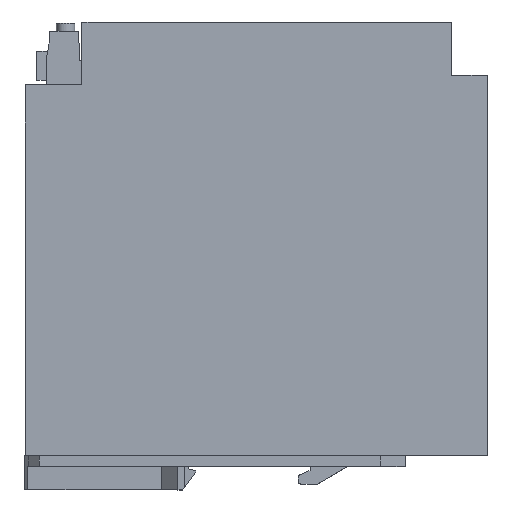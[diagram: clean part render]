
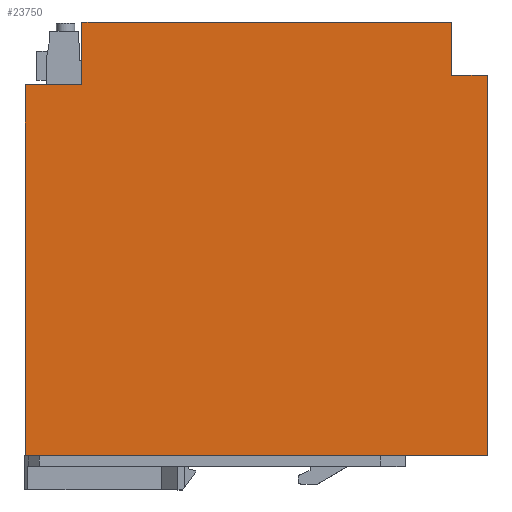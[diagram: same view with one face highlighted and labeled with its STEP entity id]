
A CAD part, top view. The second image highlights one B-rep face of the part: STEP entity #23750.
In plain terms, the highlighted face is planar.
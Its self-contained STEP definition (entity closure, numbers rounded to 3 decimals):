
#570=CARTESIAN_POINT('',(-13.,125.,-16.5));
#580=VERTEX_POINT('',#570);
#750=CARTESIAN_POINT('',(-13.,110.,-16.5));
#760=VERTEX_POINT('',#750);
#790=CARTESIAN_POINT('',(-13.,0.,-16.5));
#800=DIRECTION('',(0.,-1.,0.));
#810=VECTOR('',#800,1.);
#820=LINE('',#790,#810);
#830=EDGE_CURVE('',#580,#760,#820,.T.);
#1770=CARTESIAN_POINT('',(91.,107.3,-16.5));
#1780=VERTEX_POINT('',#1770);
#1810=CARTESIAN_POINT('',(0.,107.3,-16.5));
#1820=DIRECTION('',(-1.,0.,0.));
#1830=VECTOR('',#1820,1.);
#1840=LINE('',#1810,#1830);
#1850=CARTESIAN_POINT('',(107.,107.3,-16.5));
#1860=VERTEX_POINT('',#1850);
#1870=EDGE_CURVE('',#1860,#1780,#1840,.T.);
#5130=CARTESIAN_POINT('',(107.,0.,-16.5));
#5140=DIRECTION('',(0.,1.,0.));
#5150=VECTOR('',#5140,1.);
#5160=LINE('',#5130,#5150);
#5170=CARTESIAN_POINT('',(107.,3.,-16.5));
#5180=VERTEX_POINT('',#5170);
#5190=EDGE_CURVE('',#5180,#1860,#5160,.T.);
#23290=CARTESIAN_POINT('',(-14.,111.,-16.5));
#23300=DIRECTION('',(0.,0.,-1.));
#23310=DIRECTION('',(-1.,0.,0.));
#23320=AXIS2_PLACEMENT_3D('',#23290,#23300,#23310);
#23330=PLANE('',#23320);
#23340=ORIENTED_EDGE('',*,*,#5190,.F.);
#23350=ORIENTED_EDGE('',*,*,#1870,.F.);
#23360=CARTESIAN_POINT('',(91.,0.,-16.5));
#23370=DIRECTION('',(0.,1.,0.));
#23380=VECTOR('',#23370,1.);
#23390=LINE('',#23360,#23380);
#23400=CARTESIAN_POINT('',(91.,125.,-16.5));
#23410=VERTEX_POINT('',#23400);
#23420=EDGE_CURVE('',#1780,#23410,#23390,.T.);
#23430=ORIENTED_EDGE('',*,*,#23420,.F.);
#23440=CARTESIAN_POINT('',(0.,125.,-16.5));
#23450=DIRECTION('',(-1.,0.,0.));
#23460=VECTOR('',#23450,1.);
#23470=LINE('',#23440,#23460);
#23480=EDGE_CURVE('',#23410,#580,#23470,.T.);
#23490=ORIENTED_EDGE('',*,*,#23480,.F.);
#23500=ORIENTED_EDGE('',*,*,#830,.F.);
#23510=CARTESIAN_POINT('',(0.,110.,-16.5));
#23520=DIRECTION('',(-1.,0.,0.));
#23530=VECTOR('',#23520,1.);
#23540=LINE('',#23510,#23530);
#23550=CARTESIAN_POINT('',(-23.,110.,-16.5));
#23560=VERTEX_POINT('',#23550);
#23570=EDGE_CURVE('',#760,#23560,#23540,.T.);
#23580=ORIENTED_EDGE('',*,*,#23570,.F.);
#23590=CARTESIAN_POINT('',(-23.,0.,-16.5));
#23600=DIRECTION('',(0.,-1.,0.));
#23610=VECTOR('',#23600,1.);
#23620=LINE('',#23590,#23610);
#23630=CARTESIAN_POINT('',(-23.,3.,-16.5));
#23640=VERTEX_POINT('',#23630);
#23650=EDGE_CURVE('',#23560,#23640,#23620,.T.);
#23660=ORIENTED_EDGE('',*,*,#23650,.F.);
#23670=CARTESIAN_POINT('',(0.,3.,-16.5));
#23680=DIRECTION('',(1.,0.,0.));
#23690=VECTOR('',#23680,1.);
#23700=LINE('',#23670,#23690);
#23710=EDGE_CURVE('',#23640,#5180,#23700,.T.);
#23720=ORIENTED_EDGE('',*,*,#23710,.F.);
#23730=EDGE_LOOP('',(#23720,#23660,#23580,#23500,#23490,#23430,#23350,
#23340));
#23740=FACE_OUTER_BOUND('',#23730,.T.);
#23750=ADVANCED_FACE('',(#23740),#23330,.T.);
